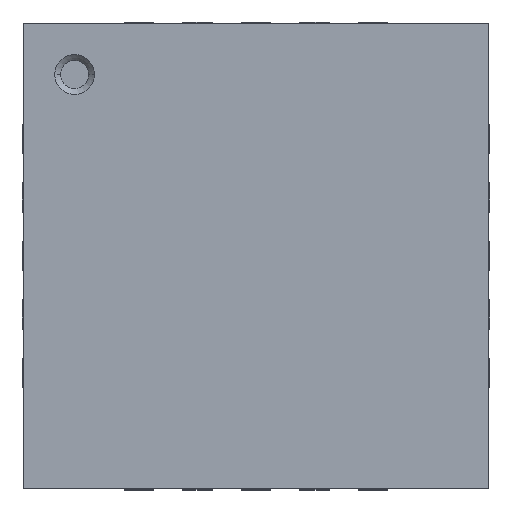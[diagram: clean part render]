
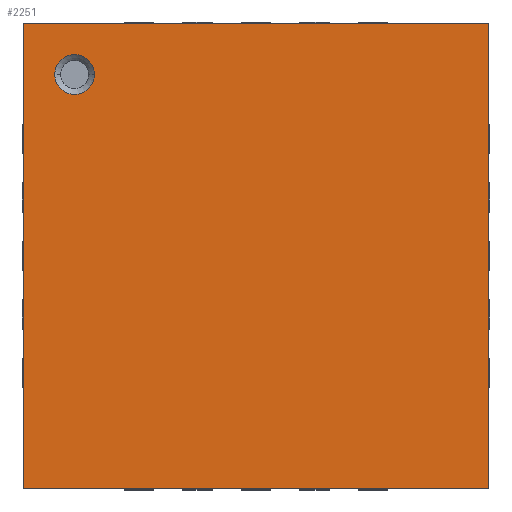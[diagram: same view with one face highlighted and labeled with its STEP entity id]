
A CAD part, top view. The second image highlights one B-rep face of the part: STEP entity #2251.
In plain terms, the highlighted planar face has unit normal (0, 0, 1).
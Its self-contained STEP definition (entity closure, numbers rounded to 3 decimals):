
#160 = CARTESIAN_POINT ( 'NONE',  ( -1.38, 1.55, 0.92 ) ) ;
#162 = CARTESIAN_POINT ( 'NONE',  ( -1.72, 1.55, 0.92 ) ) ;
#165 = CARTESIAN_POINT ( 'NONE',  ( -1.99, -1.99, 0.92 ) ) ;
#217 = CARTESIAN_POINT ( 'NONE',  ( 1.99, -1.99, 0.92 ) ) ;
#484 = EDGE_LOOP ( 'NONE', ( #1451, #1454, #1455, #1452 ) ) ;
#489 = EDGE_LOOP ( 'NONE', ( #1449, #1453 ) ) ;
#613 = VERTEX_POINT ( 'NONE', #160 ) ;
#615 = VERTEX_POINT ( 'NONE', #162 ) ;
#618 = VERTEX_POINT ( 'NONE', #165 ) ;
#670 = VERTEX_POINT ( 'NONE', #217 ) ;
#692 = VERTEX_POINT ( 'NONE', #854 ) ;
#750 = VERTEX_POINT ( 'NONE', #879 ) ;
#854 = CARTESIAN_POINT ( 'NONE',  ( 1.99, 1.99, 0.92 ) ) ;
#879 = CARTESIAN_POINT ( 'NONE',  ( -1.99, 1.99, 0.92 ) ) ;
#1449 = ORIENTED_EDGE ( 'NONE', *, *, #2388, .F. ) ;
#1451 = ORIENTED_EDGE ( 'NONE', *, *, #2985, .T. ) ;
#1452 = ORIENTED_EDGE ( 'NONE', *, *, #3001, .T. ) ;
#1453 = ORIENTED_EDGE ( 'NONE', *, *, #2607, .F. ) ;
#1454 = ORIENTED_EDGE ( 'NONE', *, *, #2937, .T. ) ;
#1455 = ORIENTED_EDGE ( 'NONE', *, *, #2916, .T. ) ;
#1628 = PLANE ( 'NONE',  #1788 ) ;
#1629 = CARTESIAN_POINT ( 'NONE',  ( -1.99, -1.99, 0.92 ) ) ;
#1630 = DIRECTION ( 'NONE',  ( 0., 0., 1. ) ) ;
#1631 = DIRECTION ( 'NONE',  ( 1., 0., 0. ) ) ;
#1788 = AXIS2_PLACEMENT_3D ( 'NONE', #1629, #1630, #1631 ) ;
#1800 = CIRCLE ( 'NONE', #1802, 0.17 ) ;
#1802 = AXIS2_PLACEMENT_3D ( 'NONE', #1892, #1893, #1894 ) ;
#1892 = CARTESIAN_POINT ( 'NONE',  ( -1.55, 1.55, 0.92 ) ) ;
#1893 = DIRECTION ( 'NONE',  ( 0., 0., 1. ) ) ;
#1894 = DIRECTION ( 'NONE',  ( 1., 0., 0. ) ) ;
#2058 = VECTOR ( 'NONE', #6291, 1000. ) ;
#2079 = VECTOR ( 'NONE', #6333, 1000. ) ;
#2128 = VECTOR ( 'NONE', #4874, 1000. ) ;
#2144 = VECTOR ( 'NONE', #4906, 1000. ) ;
#2251 = ADVANCED_FACE ( 'NONE', ( #4329, #4330 ), #1628, .T. ) ;
#2388 = EDGE_CURVE ( 'NONE', #613, #615, #1800, .T. ) ;
#2607 = EDGE_CURVE ( 'NONE', #615, #613, #2856, .T. ) ;
#2856 = CIRCLE ( 'NONE', #2858, 0.17 ) ;
#2858 = AXIS2_PLACEMENT_3D ( 'NONE', #5139, #5140, #5141 ) ;
#2916 = EDGE_CURVE ( 'NONE', #670, #692, #4074, .T. ) ;
#2937 = EDGE_CURVE ( 'NONE', #618, #670, #4095, .T. ) ;
#2985 = EDGE_CURVE ( 'NONE', #750, #618, #4143, .T. ) ;
#3001 = EDGE_CURVE ( 'NONE', #692, #750, #4159, .T. ) ;
#4074 = LINE ( 'NONE', #6290, #2058 ) ;
#4095 = LINE ( 'NONE', #6332, #2079 ) ;
#4143 = LINE ( 'NONE', #4873, #2128 ) ;
#4159 = LINE ( 'NONE', #4905, #2144 ) ;
#4329 = FACE_BOUND ( 'NONE', #489, .T. ) ;
#4330 = FACE_OUTER_BOUND ( 'NONE', #484, .T. ) ;
#4873 = CARTESIAN_POINT ( 'NONE',  ( -1.99, 1.99, 0.92 ) ) ;
#4874 = DIRECTION ( 'NONE',  ( 0., -1., 0. ) ) ;
#4905 = CARTESIAN_POINT ( 'NONE',  ( -1.99, 1.99, 0.92 ) ) ;
#4906 = DIRECTION ( 'NONE',  ( -1., 0., 0. ) ) ;
#5139 = CARTESIAN_POINT ( 'NONE',  ( -1.55, 1.55, 0.92 ) ) ;
#5140 = DIRECTION ( 'NONE',  ( 0., 0., 1. ) ) ;
#5141 = DIRECTION ( 'NONE',  ( 1., 0., 0. ) ) ;
#6290 = CARTESIAN_POINT ( 'NONE',  ( 1.99, 1.99, 0.92 ) ) ;
#6291 = DIRECTION ( 'NONE',  ( 0., 1., 0. ) ) ;
#6332 = CARTESIAN_POINT ( 'NONE',  ( -1.99, -1.99, 0.92 ) ) ;
#6333 = DIRECTION ( 'NONE',  ( 1., 0., 0. ) ) ;
